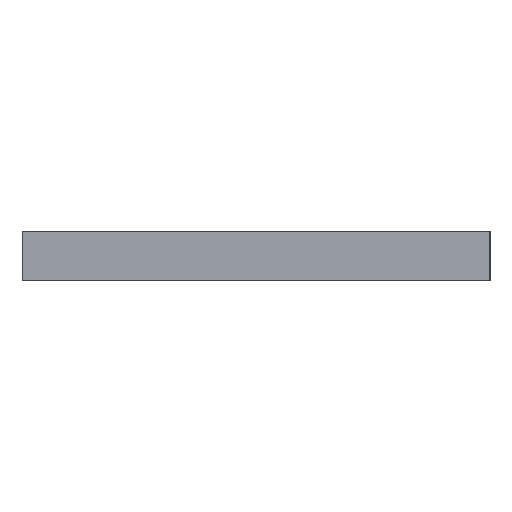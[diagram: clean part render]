
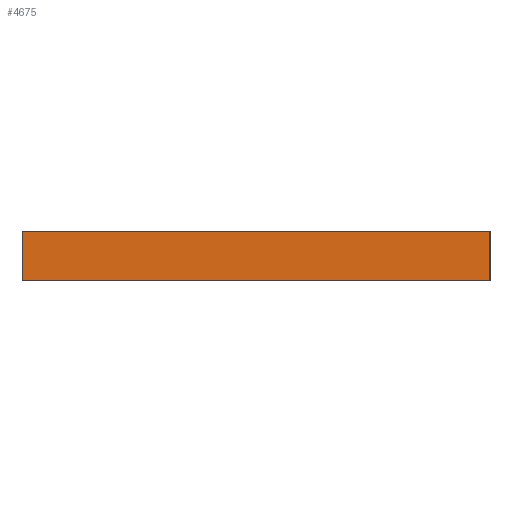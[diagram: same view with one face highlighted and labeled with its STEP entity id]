
A CAD part, left-side view. The second image highlights one B-rep face of the part: STEP entity #4675.
In plain terms, the highlighted planar face has unit normal (-1, 0, 0).
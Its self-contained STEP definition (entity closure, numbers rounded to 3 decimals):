
#826 = PLANE('',#827);
#827 = AXIS2_PLACEMENT_3D('',#828,#829,#830);
#828 = CARTESIAN_POINT('',(80.664,77.118,0.));
#829 = DIRECTION('',(0.,0.,1.));
#830 = DIRECTION('',(1.,0.,0.));
#882 = PLANE('',#883);
#883 = AXIS2_PLACEMENT_3D('',#884,#885,#886);
#884 = CARTESIAN_POINT('',(80.664,77.118,1.6));
#885 = DIRECTION('',(0.,0.,1.));
#886 = DIRECTION('',(1.,0.,0.));
#1295 = VERTEX_POINT('',#1296);
#1296 = CARTESIAN_POINT('',(58.172,84.738,0.));
#1310 = PLANE('',#1311);
#1311 = AXIS2_PLACEMENT_3D('',#1312,#1313,#1314);
#1312 = CARTESIAN_POINT('',(88.214,84.738,0.));
#1313 = DIRECTION('',(0.,-1.,0.));
#1314 = DIRECTION('',(-1.,0.,0.));
#1322 = EDGE_CURVE('',#1295,#1323,#1325,.T.);
#1323 = VERTEX_POINT('',#1324);
#1324 = CARTESIAN_POINT('',(58.172,69.498,0.));
#1325 = SURFACE_CURVE('',#1326,(#1330,#1337),.PCURVE_S1.);
#1326 = LINE('',#1327,#1328);
#1327 = CARTESIAN_POINT('',(58.172,84.738,0.));
#1328 = VECTOR('',#1329,1.);
#1329 = DIRECTION('',(0.,-1.,0.));
#1330 = PCURVE('',#826,#1331);
#1331 = DEFINITIONAL_REPRESENTATION('',(#1332),#1336);
#1332 = LINE('',#1333,#1334);
#1333 = CARTESIAN_POINT('',(-22.492,7.62));
#1334 = VECTOR('',#1335,1.);
#1335 = DIRECTION('',(0.,-1.));
#1336 = ( GEOMETRIC_REPRESENTATION_CONTEXT(2) 
PARAMETRIC_REPRESENTATION_CONTEXT() REPRESENTATION_CONTEXT('2D SPACE',''
  ) );
#1337 = PCURVE('',#1338,#1343);
#1338 = PLANE('',#1339);
#1339 = AXIS2_PLACEMENT_3D('',#1340,#1341,#1342);
#1340 = CARTESIAN_POINT('',(58.172,84.738,0.));
#1341 = DIRECTION('',(1.,0.,0.));
#1342 = DIRECTION('',(0.,-1.,0.));
#1343 = DEFINITIONAL_REPRESENTATION('',(#1344),#1348);
#1344 = LINE('',#1345,#1346);
#1345 = CARTESIAN_POINT('',(0.,0.));
#1346 = VECTOR('',#1347,1.);
#1347 = DIRECTION('',(1.,0.));
#1348 = ( GEOMETRIC_REPRESENTATION_CONTEXT(2) 
PARAMETRIC_REPRESENTATION_CONTEXT() REPRESENTATION_CONTEXT('2D SPACE',''
  ) );
#1366 = PLANE('',#1367);
#1367 = AXIS2_PLACEMENT_3D('',#1368,#1369,#1370);
#1368 = CARTESIAN_POINT('',(58.172,69.498,0.));
#1369 = DIRECTION('',(0.,1.,0.));
#1370 = DIRECTION('',(1.,0.,0.));
#2818 = VERTEX_POINT('',#2819);
#2819 = CARTESIAN_POINT('',(58.172,84.738,1.6));
#2840 = EDGE_CURVE('',#2818,#2841,#2843,.T.);
#2841 = VERTEX_POINT('',#2842);
#2842 = CARTESIAN_POINT('',(58.172,69.498,1.6));
#2843 = SURFACE_CURVE('',#2844,(#2848,#2855),.PCURVE_S1.);
#2844 = LINE('',#2845,#2846);
#2845 = CARTESIAN_POINT('',(58.172,84.738,1.6));
#2846 = VECTOR('',#2847,1.);
#2847 = DIRECTION('',(0.,-1.,0.));
#2848 = PCURVE('',#882,#2849);
#2849 = DEFINITIONAL_REPRESENTATION('',(#2850),#2854);
#2850 = LINE('',#2851,#2852);
#2851 = CARTESIAN_POINT('',(-22.492,7.62));
#2852 = VECTOR('',#2853,1.);
#2853 = DIRECTION('',(0.,-1.));
#2854 = ( GEOMETRIC_REPRESENTATION_CONTEXT(2) 
PARAMETRIC_REPRESENTATION_CONTEXT() REPRESENTATION_CONTEXT('2D SPACE',''
  ) );
#2855 = PCURVE('',#1338,#2856);
#2856 = DEFINITIONAL_REPRESENTATION('',(#2857),#2861);
#2857 = LINE('',#2858,#2859);
#2858 = CARTESIAN_POINT('',(0.,-1.6));
#2859 = VECTOR('',#2860,1.);
#2860 = DIRECTION('',(1.,0.));
#2861 = ( GEOMETRIC_REPRESENTATION_CONTEXT(2) 
PARAMETRIC_REPRESENTATION_CONTEXT() REPRESENTATION_CONTEXT('2D SPACE',''
  ) );
#4654 = EDGE_CURVE('',#1323,#2841,#4655,.T.);
#4655 = SURFACE_CURVE('',#4656,(#4660,#4667),.PCURVE_S1.);
#4656 = LINE('',#4657,#4658);
#4657 = CARTESIAN_POINT('',(58.172,69.498,0.));
#4658 = VECTOR('',#4659,1.);
#4659 = DIRECTION('',(0.,0.,1.));
#4660 = PCURVE('',#1366,#4661);
#4661 = DEFINITIONAL_REPRESENTATION('',(#4662),#4666);
#4662 = LINE('',#4663,#4664);
#4663 = CARTESIAN_POINT('',(0.,0.));
#4664 = VECTOR('',#4665,1.);
#4665 = DIRECTION('',(0.,-1.));
#4666 = ( GEOMETRIC_REPRESENTATION_CONTEXT(2) 
PARAMETRIC_REPRESENTATION_CONTEXT() REPRESENTATION_CONTEXT('2D SPACE',''
  ) );
#4667 = PCURVE('',#1338,#4668);
#4668 = DEFINITIONAL_REPRESENTATION('',(#4669),#4673);
#4669 = LINE('',#4670,#4671);
#4670 = CARTESIAN_POINT('',(15.24,0.));
#4671 = VECTOR('',#4672,1.);
#4672 = DIRECTION('',(0.,-1.));
#4673 = ( GEOMETRIC_REPRESENTATION_CONTEXT(2) 
PARAMETRIC_REPRESENTATION_CONTEXT() REPRESENTATION_CONTEXT('2D SPACE',''
  ) );
#4675 = ADVANCED_FACE('',(#4676),#1338,.F.);
#4676 = FACE_BOUND('',#4677,.F.);
#4677 = EDGE_LOOP('',(#4678,#4699,#4700,#4701));
#4678 = ORIENTED_EDGE('',*,*,#4679,.T.);
#4679 = EDGE_CURVE('',#1295,#2818,#4680,.T.);
#4680 = SURFACE_CURVE('',#4681,(#4685,#4692),.PCURVE_S1.);
#4681 = LINE('',#4682,#4683);
#4682 = CARTESIAN_POINT('',(58.172,84.738,0.));
#4683 = VECTOR('',#4684,1.);
#4684 = DIRECTION('',(0.,0.,1.));
#4685 = PCURVE('',#1338,#4686);
#4686 = DEFINITIONAL_REPRESENTATION('',(#4687),#4691);
#4687 = LINE('',#4688,#4689);
#4688 = CARTESIAN_POINT('',(0.,0.));
#4689 = VECTOR('',#4690,1.);
#4690 = DIRECTION('',(0.,-1.));
#4691 = ( GEOMETRIC_REPRESENTATION_CONTEXT(2) 
PARAMETRIC_REPRESENTATION_CONTEXT() REPRESENTATION_CONTEXT('2D SPACE',''
  ) );
#4692 = PCURVE('',#1310,#4693);
#4693 = DEFINITIONAL_REPRESENTATION('',(#4694),#4698);
#4694 = LINE('',#4695,#4696);
#4695 = CARTESIAN_POINT('',(30.042,0.));
#4696 = VECTOR('',#4697,1.);
#4697 = DIRECTION('',(0.,-1.));
#4698 = ( GEOMETRIC_REPRESENTATION_CONTEXT(2) 
PARAMETRIC_REPRESENTATION_CONTEXT() REPRESENTATION_CONTEXT('2D SPACE',''
  ) );
#4699 = ORIENTED_EDGE('',*,*,#2840,.T.);
#4700 = ORIENTED_EDGE('',*,*,#4654,.F.);
#4701 = ORIENTED_EDGE('',*,*,#1322,.F.);
